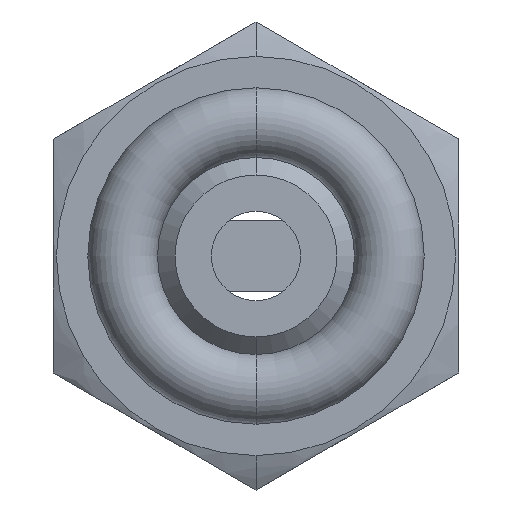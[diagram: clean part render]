
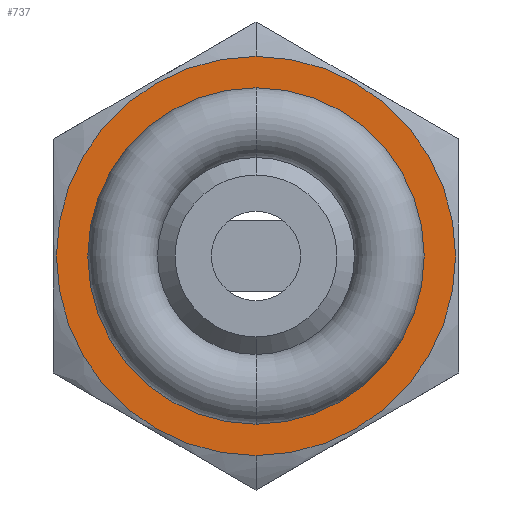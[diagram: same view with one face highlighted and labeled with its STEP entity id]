
A CAD part, left-side view. The second image highlights one B-rep face of the part: STEP entity #737.
In plain terms, the highlighted planar face has unit normal (-1, 0, 0).
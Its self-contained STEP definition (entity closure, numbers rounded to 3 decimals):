
#94 = CARTESIAN_POINT ( 'NONE',  ( -26.2, 0., -4.924 ) ) ;
#106 = EDGE_CURVE ( 'NONE', #585, #1113, #137, .T. ) ;
#119 = DIRECTION ( 'NONE',  ( 0., 0., -1. ) ) ;
#128 = AXIS2_PLACEMENT_3D ( 'NONE', #280, #1201, #1341 ) ;
#137 = CIRCLE ( 'NONE', #1178, 4.15 ) ;
#152 = EDGE_CURVE ( 'NONE', #1113, #585, #408, .T. ) ;
#183 = AXIS2_PLACEMENT_3D ( 'NONE', #452, #912, #1496 ) ;
#192 = EDGE_CURVE ( 'NONE', #1316, #1409, #288, .T. ) ;
#233 = EDGE_LOOP ( 'NONE', ( #1217, #1528 ) ) ;
#280 = CARTESIAN_POINT ( 'NONE',  ( -26.2, 0., 0. ) ) ;
#288 = CIRCLE ( 'NONE', #901, 4.924 ) ;
#298 = CARTESIAN_POINT ( 'NONE',  ( -26.2, 0., 4.924 ) ) ;
#364 = EDGE_CURVE ( 'NONE', #1409, #1316, #956, .T. ) ;
#390 = PLANE ( 'NONE',  #128 ) ;
#394 = CARTESIAN_POINT ( 'NONE',  ( -26.2, 0., 0. ) ) ;
#399 = DIRECTION ( 'NONE',  ( 0., 0., -1. ) ) ;
#403 = DIRECTION ( 'NONE',  ( 0., 0., -1. ) ) ;
#408 = CIRCLE ( 'NONE', #830, 4.15 ) ;
#412 = CARTESIAN_POINT ( 'NONE',  ( -26.2, 0., 0. ) ) ;
#415 = CARTESIAN_POINT ( 'NONE',  ( -26.2, 0., 0. ) ) ;
#452 = CARTESIAN_POINT ( 'NONE',  ( -26.2, 0., 0. ) ) ;
#497 = ORIENTED_EDGE ( 'NONE', *, *, #106, .T. ) ;
#502 = EDGE_LOOP ( 'NONE', ( #497, #955 ) ) ;
#585 = VERTEX_POINT ( 'NONE', #783 ) ;
#710 = CARTESIAN_POINT ( 'NONE',  ( -26.2, 0., 4.15 ) ) ;
#737 = ADVANCED_FACE ( 'NONE', ( #837, #1462 ), #390, .T. ) ;
#748 = DIRECTION ( 'NONE',  ( 1., 0., 0. ) ) ;
#783 = CARTESIAN_POINT ( 'NONE',  ( -26.2, 0., -4.15 ) ) ;
#830 = AXIS2_PLACEMENT_3D ( 'NONE', #412, #1229, #403 ) ;
#837 = FACE_OUTER_BOUND ( 'NONE', #233, .T. ) ;
#901 = AXIS2_PLACEMENT_3D ( 'NONE', #415, #1467, #399 ) ;
#912 = DIRECTION ( 'NONE',  ( 1., 0., 0. ) ) ;
#955 = ORIENTED_EDGE ( 'NONE', *, *, #152, .T. ) ;
#956 = CIRCLE ( 'NONE', #183, 4.924 ) ;
#1113 = VERTEX_POINT ( 'NONE', #710 ) ;
#1178 = AXIS2_PLACEMENT_3D ( 'NONE', #394, #748, #119 ) ;
#1201 = DIRECTION ( 'NONE',  ( -1., 0., 0. ) ) ;
#1217 = ORIENTED_EDGE ( 'NONE', *, *, #364, .F. ) ;
#1229 = DIRECTION ( 'NONE',  ( 1., 0., 0. ) ) ;
#1316 = VERTEX_POINT ( 'NONE', #298 ) ;
#1341 = DIRECTION ( 'NONE',  ( 0., 0., 1. ) ) ;
#1409 = VERTEX_POINT ( 'NONE', #94 ) ;
#1462 = FACE_BOUND ( 'NONE', #502, .T. ) ;
#1467 = DIRECTION ( 'NONE',  ( 1., 0., 0. ) ) ;
#1496 = DIRECTION ( 'NONE',  ( 0., 0., -1. ) ) ;
#1528 = ORIENTED_EDGE ( 'NONE', *, *, #192, .F. ) ;
